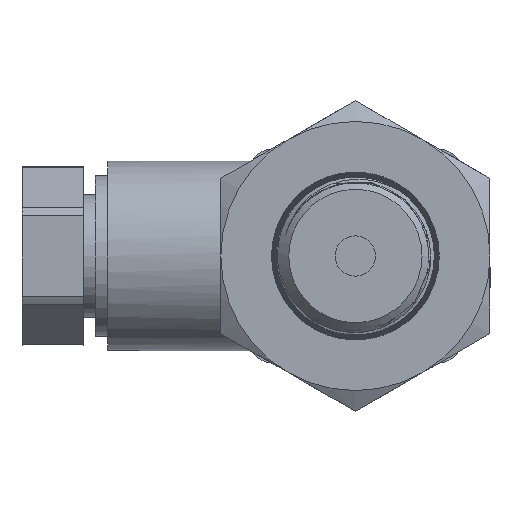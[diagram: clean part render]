
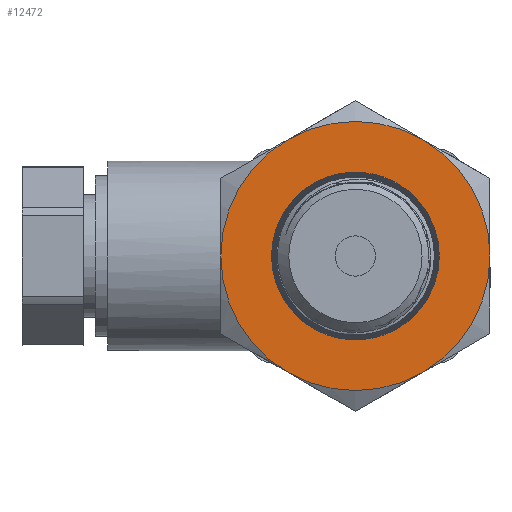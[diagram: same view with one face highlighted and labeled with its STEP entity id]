
A CAD part, left-side view. The second image highlights one B-rep face of the part: STEP entity #12472.
In plain terms, the highlighted planar face has unit normal (-1, 0, 0).
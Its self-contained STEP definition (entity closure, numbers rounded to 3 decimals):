
#434=FACE_BOUND('',#1914,.T.);
#665=PLANE('',#13009);
#1173=FACE_OUTER_BOUND('',#1913,.T.);
#1913=EDGE_LOOP('',(#10107,#10108,#10109,#10110,#10111,#10112));
#1914=EDGE_LOOP('',(#10113));
#2319=CIRCLE('',#12911,6.86);
#2340=CIRCLE('',#12975,11.);
#2341=CIRCLE('',#12977,11.);
#2342=CIRCLE('',#12979,11.);
#2343=CIRCLE('',#12981,11.);
#2344=CIRCLE('',#12983,11.);
#2345=CIRCLE('',#12985,11.);
#5100=VERTEX_POINT('',#16848);
#5661=VERTEX_POINT('',#27774);
#5662=VERTEX_POINT('',#27778);
#5664=VERTEX_POINT('',#27785);
#5666=VERTEX_POINT('',#27795);
#5668=VERTEX_POINT('',#27808);
#5670=VERTEX_POINT('',#27818);
#6388=EDGE_CURVE('',#5100,#5100,#2319,.T.);
#7230=EDGE_CURVE('',#5661,#5662,#2340,.T.);
#7233=EDGE_CURVE('',#5664,#5661,#2341,.T.);
#7236=EDGE_CURVE('',#5666,#5664,#2342,.T.);
#7238=EDGE_CURVE('',#5668,#5666,#2343,.T.);
#7241=EDGE_CURVE('',#5670,#5668,#2344,.T.);
#7244=EDGE_CURVE('',#5662,#5670,#2345,.T.);
#10107=ORIENTED_EDGE('',*,*,#7244,.T.);
#10108=ORIENTED_EDGE('',*,*,#7241,.T.);
#10109=ORIENTED_EDGE('',*,*,#7238,.T.);
#10110=ORIENTED_EDGE('',*,*,#7236,.T.);
#10111=ORIENTED_EDGE('',*,*,#7233,.T.);
#10112=ORIENTED_EDGE('',*,*,#7230,.T.);
#10113=ORIENTED_EDGE('',*,*,#6388,.T.);
#12472=ADVANCED_FACE('',(#1173,#434),#665,.T.);
#12911=AXIS2_PLACEMENT_3D('',#16849,#13500,#13501);
#12975=AXIS2_PLACEMENT_3D('',#27782,#13922,#13923);
#12977=AXIS2_PLACEMENT_3D('',#27792,#13926,#13927);
#12979=AXIS2_PLACEMENT_3D('',#27802,#13930,#13931);
#12981=AXIS2_PLACEMENT_3D('',#27809,#13934,#13935);
#12983=AXIS2_PLACEMENT_3D('',#27819,#13938,#13939);
#12985=AXIS2_PLACEMENT_3D('',#27828,#13942,#13943);
#13009=AXIS2_PLACEMENT_3D('',#27913,#13998,#13999);
#13500=DIRECTION('center_axis',(1.,0.,0.));
#13501=DIRECTION('ref_axis',(0.,0.,-1.));
#13922=DIRECTION('center_axis',(-1.,0.,0.));
#13923=DIRECTION('ref_axis',(0.,1.,0.));
#13926=DIRECTION('center_axis',(-1.,0.,0.));
#13927=DIRECTION('ref_axis',(0.,1.,0.));
#13930=DIRECTION('center_axis',(-1.,0.,0.));
#13931=DIRECTION('ref_axis',(0.,1.,0.));
#13934=DIRECTION('center_axis',(-1.,0.,0.));
#13935=DIRECTION('ref_axis',(0.,1.,0.));
#13938=DIRECTION('center_axis',(-1.,0.,0.));
#13939=DIRECTION('ref_axis',(0.,1.,0.));
#13942=DIRECTION('center_axis',(-1.,0.,0.));
#13943=DIRECTION('ref_axis',(0.,1.,0.));
#13998=DIRECTION('center_axis',(-1.,0.,0.));
#13999=DIRECTION('ref_axis',(0.,0.,1.));
#16848=CARTESIAN_POINT('',(-36.6,-6.86,0.));
#16849=CARTESIAN_POINT('Origin',(-36.6,0.,0.));
#27774=CARTESIAN_POINT('',(-36.6,-5.5,-9.526));
#27778=CARTESIAN_POINT('',(-36.6,-11.,0.));
#27782=CARTESIAN_POINT('Origin',(-36.6,0.,0.));
#27785=CARTESIAN_POINT('',(-36.6,5.5,-9.526));
#27792=CARTESIAN_POINT('Origin',(-36.6,0.,0.));
#27795=CARTESIAN_POINT('',(-36.6,11.,0.));
#27802=CARTESIAN_POINT('Origin',(-36.6,0.,0.));
#27808=CARTESIAN_POINT('',(-36.6,5.5,9.526));
#27809=CARTESIAN_POINT('Origin',(-36.6,0.,0.));
#27818=CARTESIAN_POINT('',(-36.6,-5.5,9.526));
#27819=CARTESIAN_POINT('Origin',(-36.6,0.,0.));
#27828=CARTESIAN_POINT('Origin',(-36.6,0.,0.));
#27913=CARTESIAN_POINT('Origin',(-36.6,11.,0.));
